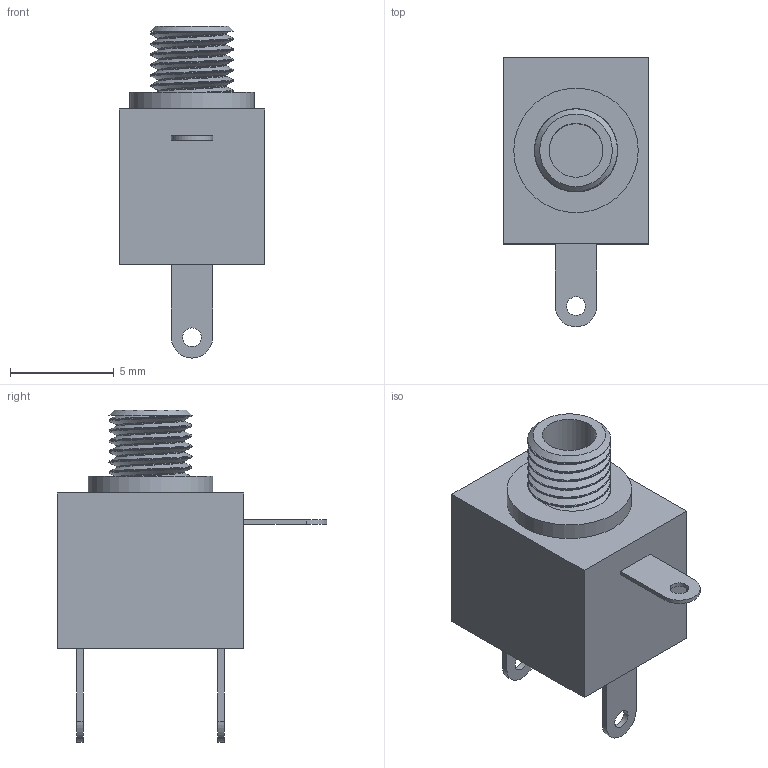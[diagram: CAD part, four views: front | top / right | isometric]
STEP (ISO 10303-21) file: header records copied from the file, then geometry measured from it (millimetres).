
FILE_DESCRIPTION(/* description */ (''),/* implementation_level */ '2;1');
FILE_NAME(/* name */ 'FC6810.stp',/* time_stamp */ '2023-01-06T12:59:39+00:00',/* author */ ('TOttley'),/* organization */ (''),/* preprocessor_version */ 'ST-DEVELOPER v18.1',/* originating_system */ 'Autodesk Inventor 2022',/* authorisation */ '');
FILE_SCHEMA (('AUTOMOTIVE_DESIGN { 1 0 10303 214 3 1 1 }'));
Length unit declared in the file: millimetre
Products named in the file (1): FC68102
Bounding box: 7 x 13 x 16 mm (x, y, z)
Volume: 479 mm3; surface area: 657.6 mm2
Topology: 2 solids, 2 shells, 48 faces, 111 edges, 74 vertices
Faces by surface type: plane 24, cylinder 17, bspline 6, cone 1
Full cylindrical faces by diameter (mm): 0.9 x3, 2.6 x1, 3.259 x2, 4 x5, 6 x1
Entity records: 3710 total; most frequent: CARTESIAN_POINT 2540, ORIENTED_EDGE 222, DIRECTION 192, EDGE_CURVE 111, VERTEX_POINT 74, AXIS2_PLACEMENT_3D 68, EDGE_LOOP 63, LINE 56
